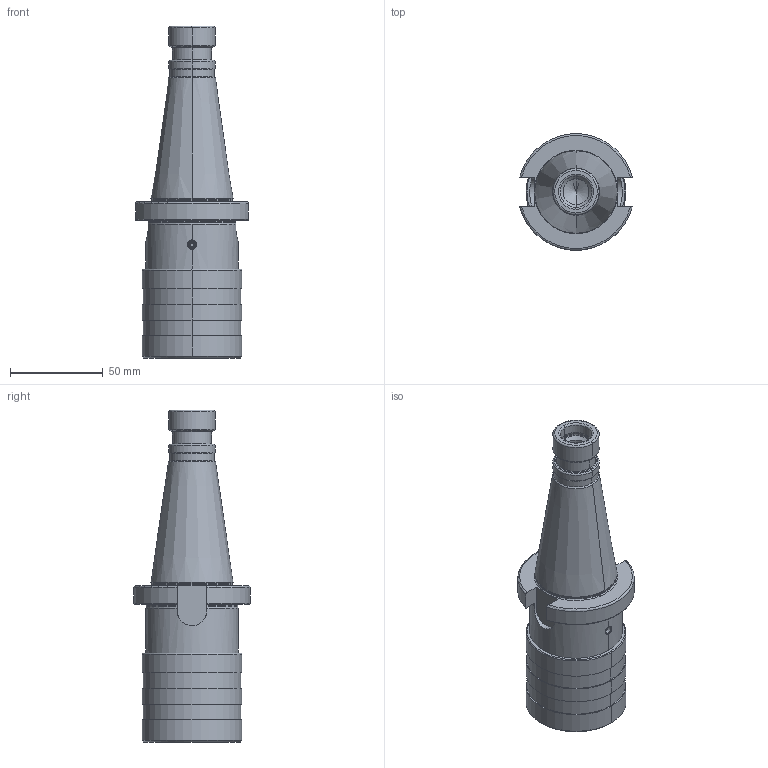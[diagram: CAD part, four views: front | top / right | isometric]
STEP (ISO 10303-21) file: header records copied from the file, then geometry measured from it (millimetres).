
FILE_DESCRIPTION((''),'2;1');
FILE_NAME('401_16_20','2020-09-07T',('103090'),(''),'CREO PARAMETRIC BY PTC INC, 2016260','CREO PARAMETRIC BY PTC INC, 2016260','');
FILE_SCHEMA(('CONFIG_CONTROL_DESIGN'));
Length unit declared in the file: millimetre
Products named in the file (1): 401_16_20
Bounding box: 60.91 x 62.76 x 179.4 mm (x, y, z)
Volume: 223067.4 mm3; surface area: 54887.8 mm2
Topology: 1 solids, 1 shells, 181 faces, 424 edges, 254 vertices
Faces by surface type: cylinder 54, plane 51, cone 36, torus 34, sphere 6
Entity records: 5572 total; most frequent: CARTESIAN_POINT 1380, DIRECTION 928, ORIENTED_EDGE 832, EDGE_CURVE 416, AXIS2_PLACEMENT_3D 386, VERTEX_POINT 254, CIRCLE 202, EDGE_LOOP 198
